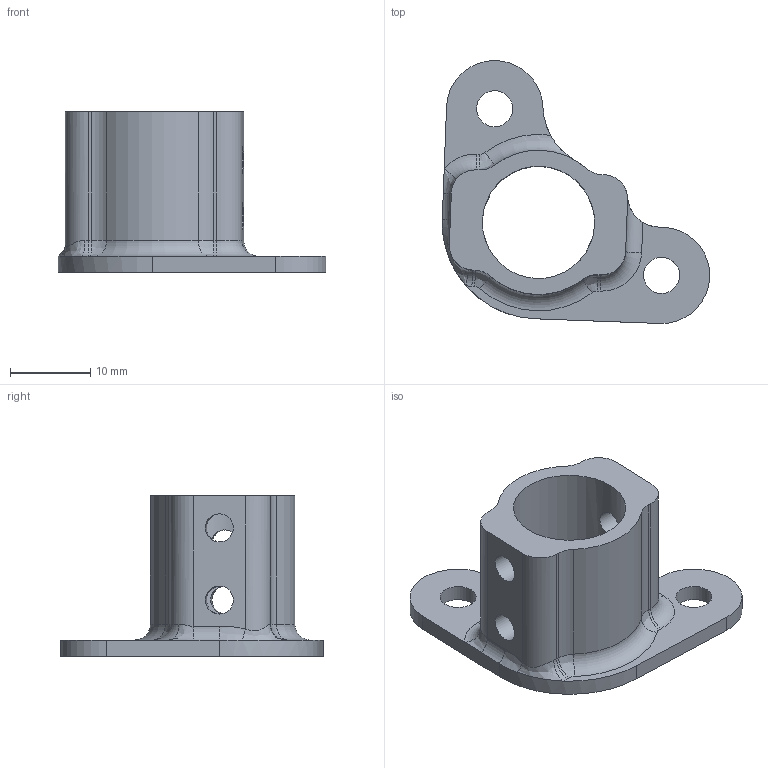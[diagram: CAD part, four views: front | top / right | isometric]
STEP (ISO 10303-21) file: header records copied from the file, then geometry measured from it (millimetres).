
FILE_DESCRIPTION(/* description */ (''),/* implementation_level */ '2;1');
FILE_NAME(/* name */ '2023.000.0111 - Кронштейн трубы.stp',/* time_stamp */ '2023-11-01T20:46:06+03:00',/* author */ (''),/* organization */ (''),/* preprocessor_version */ 'ST-DEVELOPER v16.7',/* originating_system */ 'SIEMENS PLM Software NX 12.0',/* authorisation */ '');
FILE_SCHEMA (('AUTOMOTIVE_DESIGN { 1 0 10303 214 3 1 1 1 }'));
Length unit declared in the file: millimetre
Products named in the file (1): 2023.000.0111 - Кронштейн 
трубы
Bounding box: 33.34 x 32.79 x 20 mm (x, y, z)
Volume: 3790.1 mm3; surface area: 3379.2 mm2
Topology: 1 solids, 1 shells, 52 faces, 140 edges, 90 vertices
Faces by surface type: cylinder 27, plane 13, torus 6, bspline 6
Full cylindrical faces by diameter (mm): 3.5 x4, 4.5 x2, 14 x1
Entity records: 1953 total; most frequent: CARTESIAN_POINT 646, DIRECTION 279, ORIENTED_EDGE 254, EDGE_CURVE 127, AXIS2_PLACEMENT_3D 115, VERTEX_POINT 84, EDGE_LOOP 73, CIRCLE 68
